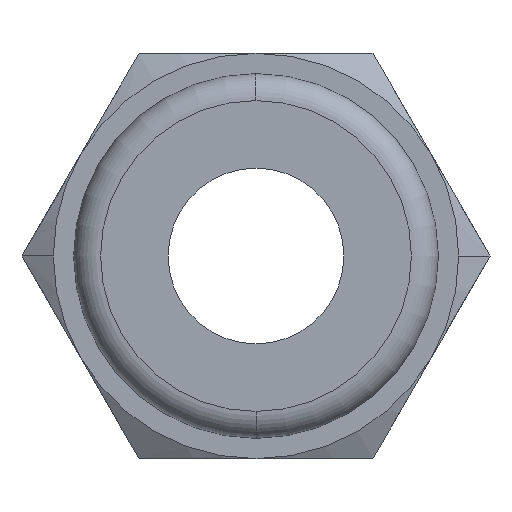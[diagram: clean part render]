
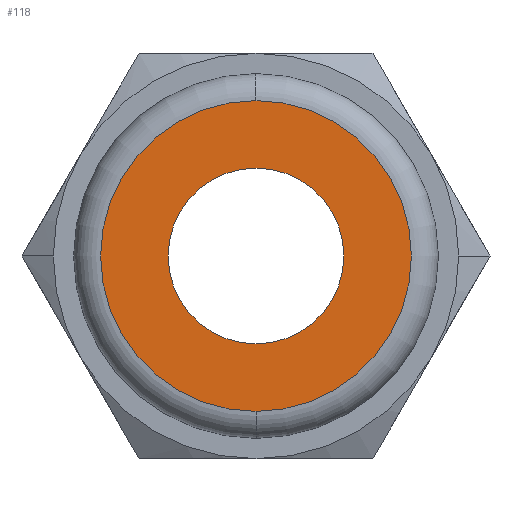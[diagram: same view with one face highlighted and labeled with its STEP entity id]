
A CAD part, front view. The second image highlights one B-rep face of the part: STEP entity #118.
In plain terms, the highlighted planar face has unit normal (0, -1, 0).
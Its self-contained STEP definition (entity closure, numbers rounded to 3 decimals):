
#118=ADVANCED_FACE('',(#241,#242),#243,.T.);
#241=FACE_BOUND('',#366,.T.);
#242=FACE_OUTER_BOUND('',#367,.T.);
#243=PLANE('',#368);
#366=EDGE_LOOP('',(#632,#633));
#367=EDGE_LOOP('',(#634,#635,#636));
#368=AXIS2_PLACEMENT_3D('',#637,#638,#639);
#632=ORIENTED_EDGE('',*,*,#729,.T.);
#633=ORIENTED_EDGE('',*,*,#734,.T.);
#634=ORIENTED_EDGE('',*,*,#719,.F.);
#635=ORIENTED_EDGE('',*,*,#718,.F.);
#636=ORIENTED_EDGE('',*,*,#726,.F.);
#637=CARTESIAN_POINT('',(2.875,0.0,0.0));
#638=DIRECTION('',(-0.0,-1.0,-0.0));
#639=DIRECTION('',(-1.0,0.0,0.0));
#718=EDGE_CURVE('',#838,#841,#842,.T.);
#719=EDGE_CURVE('',#841,#843,#844,.T.);
#726=EDGE_CURVE('',#843,#838,#854,.T.);
#729=EDGE_CURVE('',#859,#857,#860,.T.);
#734=EDGE_CURVE('',#857,#859,#866,.T.);
#838=VERTEX_POINT('',#1008);
#841=VERTEX_POINT('',#1011);
#842=CIRCLE('',#1012,5.75);
#843=VERTEX_POINT('',#1013);
#844=CIRCLE('',#1014,5.75);
#854=CIRCLE('',#1024,5.75);
#857=VERTEX_POINT('',#1027);
#859=VERTEX_POINT('',#1030);
#860=CIRCLE('',#1031,3.25);
#866=CIRCLE('',#1038,3.25);
#1008=CARTESIAN_POINT('',(0.,0.0,5.75));
#1011=CARTESIAN_POINT('',(5.75,0.0,0.0));
#1012=AXIS2_PLACEMENT_3D('',#1344,#1345,#1346);
#1013=CARTESIAN_POINT('',(0.,0.0,-5.75));
#1014=AXIS2_PLACEMENT_3D('',#1347,#1348,#1349);
#1024=AXIS2_PLACEMENT_3D('',#1365,#1366,#1367);
#1027=CARTESIAN_POINT('',(3.25,0.0,0.));
#1030=CARTESIAN_POINT('',(-3.25,0.0,0.));
#1031=AXIS2_PLACEMENT_3D('',#1369,#1370,#1371);
#1038=AXIS2_PLACEMENT_3D('',#1379,#1380,#1381);
#1344=CARTESIAN_POINT('',(0.0,0.0,0.0));
#1345=DIRECTION('',(-0.0,1.0,0.0));
#1346=DIRECTION('',(1.0,0.0,0.0));
#1347=CARTESIAN_POINT('',(0.0,0.0,0.0));
#1348=DIRECTION('',(-0.0,1.0,0.0));
#1349=DIRECTION('',(1.0,0.0,0.0));
#1365=CARTESIAN_POINT('',(0.0,0.0,0.0));
#1366=DIRECTION('',(-0.0,1.0,0.0));
#1367=DIRECTION('',(1.0,0.0,0.0));
#1369=CARTESIAN_POINT('',(0.0,0.0,0.0));
#1370=DIRECTION('',(-0.0,1.0,0.0));
#1371=DIRECTION('',(1.0,0.0,0.0));
#1379=CARTESIAN_POINT('',(0.0,0.0,0.0));
#1380=DIRECTION('',(-0.0,1.0,0.0));
#1381=DIRECTION('',(1.0,0.0,0.0));
